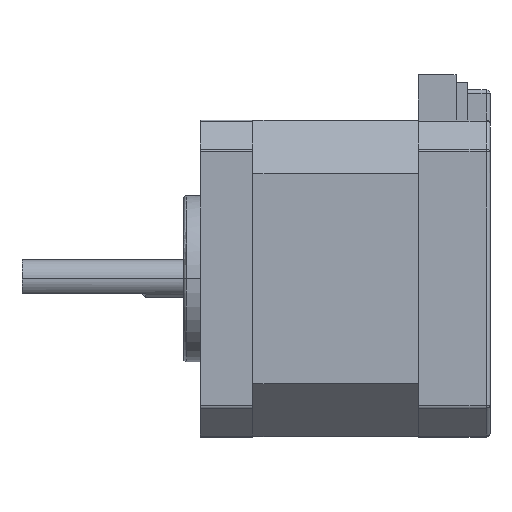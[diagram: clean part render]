
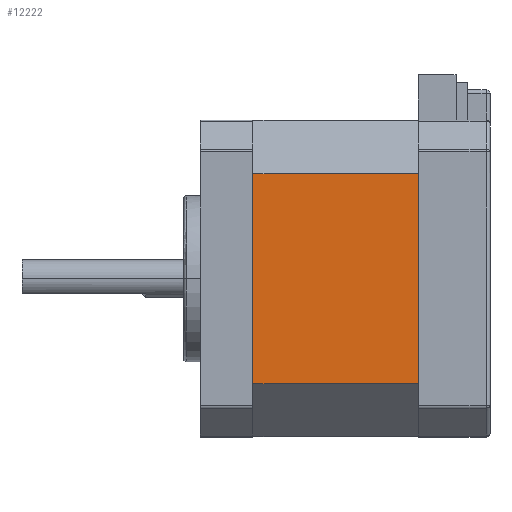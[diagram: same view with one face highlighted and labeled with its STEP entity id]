
A CAD part, front view. The second image highlights one B-rep face of the part: STEP entity #12222.
In plain terms, the highlighted planar face has unit normal (0, -1, 0).
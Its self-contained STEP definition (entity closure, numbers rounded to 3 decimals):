
#12204=AXIS2_PLACEMENT_3D('Plane Axis2P3D',#12201,#12202,#12203) ;
#11910=CARTESIAN_POINT('Line Origine',(16.4,-45.089,4.254)) ;
#11914=CARTESIAN_POINT('Vertex',(16.4,-45.089,-9.659)) ;
#11916=CARTESIAN_POINT('Vertex',(16.4,-45.089,18.167)) ;
#12071=CARTESIAN_POINT('Vertex',(-5.5,-45.089,-9.659)) ;
#12074=CARTESIAN_POINT('Line Origine',(-5.5,-45.089,4.254)) ;
#12078=CARTESIAN_POINT('Vertex',(-5.5,-45.089,18.167)) ;
#12201=CARTESIAN_POINT('Axis2P3D Location',(-5.8,-45.089,-9.659)) ;
#12206=CARTESIAN_POINT('Line Origine',(5.45,-45.089,18.167)) ;
#12211=CARTESIAN_POINT('Line Origine',(5.45,-45.089,-9.659)) ;
#11911=DIRECTION('Vector Direction',(0.,0.,1.)) ;
#12075=DIRECTION('Vector Direction',(0.,0.,1.)) ;
#12202=DIRECTION('Axis2P3D Direction',(0.,-1.,0.)) ;
#12203=DIRECTION('Axis2P3D XDirection',(0.,0.,1.)) ;
#12207=DIRECTION('Vector Direction',(-1.,0.,0.)) ;
#12212=DIRECTION('Vector Direction',(-1.,0.,0.)) ;
#11912=VECTOR('Line Direction',#11911,1.) ;
#12076=VECTOR('Line Direction',#12075,1.) ;
#12208=VECTOR('Line Direction',#12207,1.) ;
#12213=VECTOR('Line Direction',#12212,1.) ;
#12217=ORIENTED_EDGE('',*,*,#12210,.T.) ;
#12218=ORIENTED_EDGE('',*,*,#12080,.F.) ;
#12219=ORIENTED_EDGE('',*,*,#12215,.F.) ;
#12220=ORIENTED_EDGE('',*,*,#11918,.T.) ;
#12222=ADVANCED_FACE('Body.23',(#12221),#12205,.T.) ;
#11918=EDGE_CURVE('',#11915,#11917,#11913,.T.) ;
#12080=EDGE_CURVE('',#12072,#12079,#12077,.T.) ;
#12210=EDGE_CURVE('',#11917,#12079,#12209,.T.) ;
#12215=EDGE_CURVE('',#11915,#12072,#12214,.T.) ;
#12216=EDGE_LOOP('',(#12217,#12218,#12219,#12220)) ;
#12221=FACE_OUTER_BOUND('',#12216,.T.) ;
#11913=LINE('Line',#11910,#11912) ;
#12077=LINE('Line',#12074,#12076) ;
#12209=LINE('Line',#12206,#12208) ;
#12214=LINE('Line',#12211,#12213) ;
#12205=PLANE('',#12204) ;
#11915=VERTEX_POINT('',#11914) ;
#11917=VERTEX_POINT('',#11916) ;
#12072=VERTEX_POINT('',#12071) ;
#12079=VERTEX_POINT('',#12078) ;
